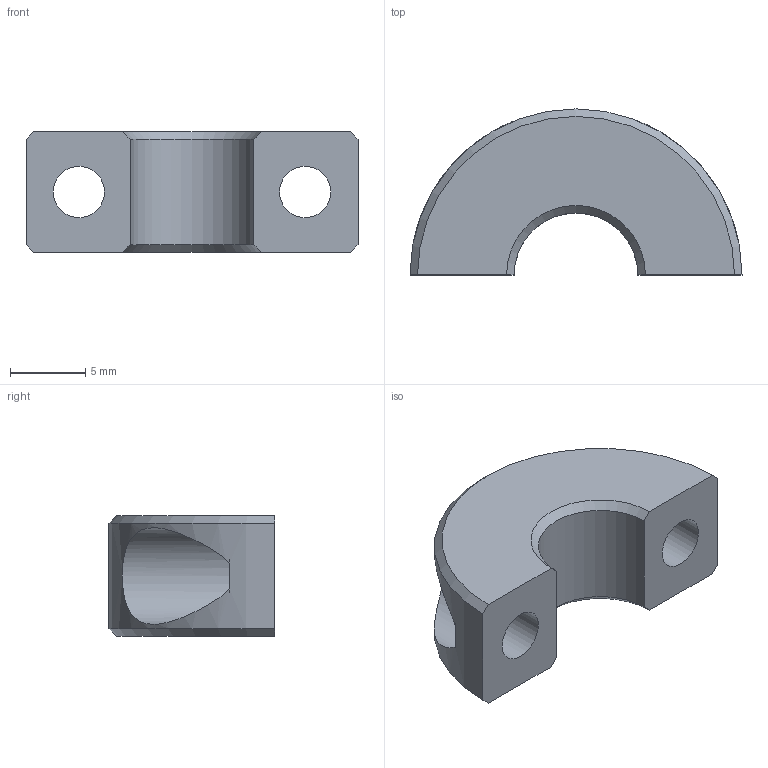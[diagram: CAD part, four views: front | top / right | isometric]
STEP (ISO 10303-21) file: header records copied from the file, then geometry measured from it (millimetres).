
FILE_DESCRIPTION(('FreeCAD Model'),'2;1');
FILE_NAME('Open CASCADE Shape Model','2023-02-26T11:03:26',('Author'),( ''),'Open CASCADE STEP processor 7.5','FreeCAD','Unknown');
FILE_SCHEMA(('AUTOMOTIVE_DESIGN { 1 0 10303 214 1 1 1 1 }'));
Length unit declared in the file: millimetre
Products named in the file (1): smooth.rod.endstop.adj
Bounding box: 22 x 11 x 8 mm (x, y, z)
Volume: 964.8 mm3; surface area: 959.1 mm2
Topology: 1 solids, 1 shells, 21 faces, 53 edges, 36 vertices
Faces by surface type: plane 12, cylinder 5, cone 4
Full cylindrical faces by diameter (mm): 3.4 x2
Entity records: 1756 total; most frequent: CARTESIAN_POINT 681, DIRECTION 189, ORIENTED_EDGE 106, PCURVE 106, DEFINITIONAL_REPRESENTATION 106, LINE 91, VECTOR 91, EDGE_CURVE 53
